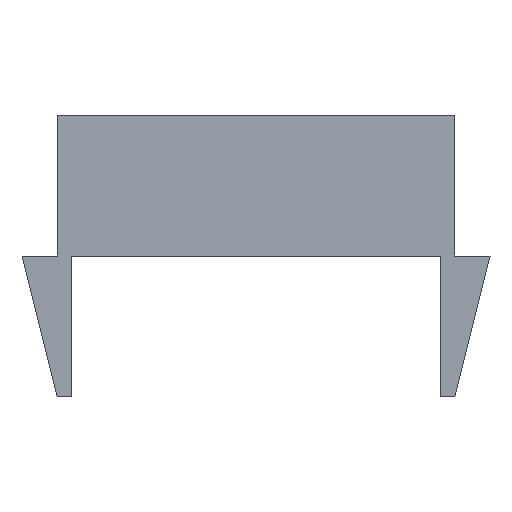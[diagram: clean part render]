
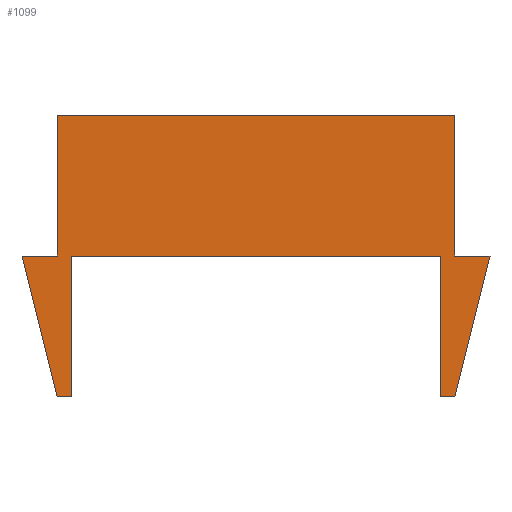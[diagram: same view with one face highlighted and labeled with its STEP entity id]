
A CAD part, front view. The second image highlights one B-rep face of the part: STEP entity #1099.
In plain terms, the highlighted planar face has unit normal (0, -1, 0).
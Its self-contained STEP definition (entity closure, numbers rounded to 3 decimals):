
#37=PLANE('',#1214);
#92=FACE_OUTER_BOUND('',#155,.T.);
#155=EDGE_LOOP('',(#813,#814,#815,#816,#817,#818,#819,#820,#821,#822,#823,
#824));
#223=LINE('',#1722,#327);
#225=LINE('',#1726,#329);
#226=LINE('',#1728,#330);
#227=LINE('',#1730,#331);
#228=LINE('',#1732,#332);
#229=LINE('',#1734,#333);
#230=LINE('',#1736,#334);
#231=LINE('',#1738,#335);
#232=LINE('',#1740,#336);
#233=LINE('',#1742,#337);
#234=LINE('',#1744,#338);
#235=LINE('',#1745,#339);
#327=VECTOR('',#1393,10.);
#329=VECTOR('',#1397,10.);
#330=VECTOR('',#1398,10.);
#331=VECTOR('',#1399,10.);
#332=VECTOR('',#1400,10.);
#333=VECTOR('',#1401,10.);
#334=VECTOR('',#1402,10.);
#335=VECTOR('',#1403,10.);
#336=VECTOR('',#1404,10.);
#337=VECTOR('',#1405,10.);
#338=VECTOR('',#1406,10.);
#339=VECTOR('',#1407,10.);
#510=VERTEX_POINT('',#1718);
#512=VERTEX_POINT('',#1721);
#513=VERTEX_POINT('',#1725);
#514=VERTEX_POINT('',#1727);
#515=VERTEX_POINT('',#1729);
#516=VERTEX_POINT('',#1731);
#517=VERTEX_POINT('',#1733);
#518=VERTEX_POINT('',#1735);
#519=VERTEX_POINT('',#1737);
#520=VERTEX_POINT('',#1739);
#521=VERTEX_POINT('',#1741);
#522=VERTEX_POINT('',#1743);
#627=EDGE_CURVE('',#512,#510,#223,.T.);
#629=EDGE_CURVE('',#510,#513,#225,.T.);
#630=EDGE_CURVE('',#513,#514,#226,.T.);
#631=EDGE_CURVE('',#515,#514,#227,.T.);
#632=EDGE_CURVE('',#516,#515,#228,.T.);
#633=EDGE_CURVE('',#517,#516,#229,.T.);
#634=EDGE_CURVE('',#517,#518,#230,.T.);
#635=EDGE_CURVE('',#518,#519,#231,.T.);
#636=EDGE_CURVE('',#520,#519,#232,.T.);
#637=EDGE_CURVE('',#521,#520,#233,.T.);
#638=EDGE_CURVE('',#521,#522,#234,.T.);
#639=EDGE_CURVE('',#512,#522,#235,.T.);
#813=ORIENTED_EDGE('',*,*,#627,.T.);
#814=ORIENTED_EDGE('',*,*,#629,.T.);
#815=ORIENTED_EDGE('',*,*,#630,.T.);
#816=ORIENTED_EDGE('',*,*,#631,.F.);
#817=ORIENTED_EDGE('',*,*,#632,.F.);
#818=ORIENTED_EDGE('',*,*,#633,.F.);
#819=ORIENTED_EDGE('',*,*,#634,.T.);
#820=ORIENTED_EDGE('',*,*,#635,.T.);
#821=ORIENTED_EDGE('',*,*,#636,.F.);
#822=ORIENTED_EDGE('',*,*,#637,.F.);
#823=ORIENTED_EDGE('',*,*,#638,.T.);
#824=ORIENTED_EDGE('',*,*,#639,.F.);
#1099=ADVANCED_FACE('',(#92),#37,.F.);
#1214=AXIS2_PLACEMENT_3D('',#1724,#1395,#1396);
#1393=DIRECTION('',(0.243,0.,-0.97));
#1395=DIRECTION('center_axis',(0.,1.,0.));
#1396=DIRECTION('ref_axis',(0.,0.,1.));
#1397=DIRECTION('',(1.,0.,0.));
#1398=DIRECTION('',(0.,0.,1.));
#1399=DIRECTION('',(-1.,0.,0.));
#1400=DIRECTION('',(0.,0.,1.));
#1401=DIRECTION('',(-1.,0.,0.));
#1402=DIRECTION('',(0.243,0.,0.97));
#1403=DIRECTION('',(-1.,0.,0.));
#1404=DIRECTION('',(0.,0.,-1.));
#1405=DIRECTION('',(1.,0.,0.));
#1406=DIRECTION('',(0.,0.,-1.));
#1407=DIRECTION('',(1.,0.,0.));
#1718=CARTESIAN_POINT('',(-85.,0.,-90.));
#1721=CARTESIAN_POINT('',(-100.,0.,-30.));
#1722=CARTESIAN_POINT('',(-96.882,0.,-42.472));
#1724=CARTESIAN_POINT('Origin',(0.,0.,0.));
#1725=CARTESIAN_POINT('',(-79.,0.,-90.));
#1726=CARTESIAN_POINT('',(-85.,0.,-90.));
#1727=CARTESIAN_POINT('',(-79.,0.,-30.));
#1728=CARTESIAN_POINT('',(-79.,0.,-30.));
#1729=CARTESIAN_POINT('',(79.,0.,-30.));
#1730=CARTESIAN_POINT('',(85.,0.,-30.));
#1731=CARTESIAN_POINT('',(79.,0.,-90.));
#1732=CARTESIAN_POINT('',(79.,0.,-30.));
#1733=CARTESIAN_POINT('',(85.,0.,-90.));
#1734=CARTESIAN_POINT('',(85.,0.,-90.));
#1735=CARTESIAN_POINT('',(100.,0.,-30.));
#1736=CARTESIAN_POINT('',(96.882,0.,-42.472));
#1737=CARTESIAN_POINT('',(85.,0.,-30.));
#1738=CARTESIAN_POINT('',(100.,0.,-30.));
#1739=CARTESIAN_POINT('',(85.,0.,30.));
#1740=CARTESIAN_POINT('',(85.,0.,30.));
#1741=CARTESIAN_POINT('',(-85.,0.,30.));
#1742=CARTESIAN_POINT('',(-85.,0.,30.));
#1743=CARTESIAN_POINT('',(-85.,0.,-30.));
#1744=CARTESIAN_POINT('',(-85.,0.,-30.));
#1745=CARTESIAN_POINT('',(-100.,0.,-30.));
